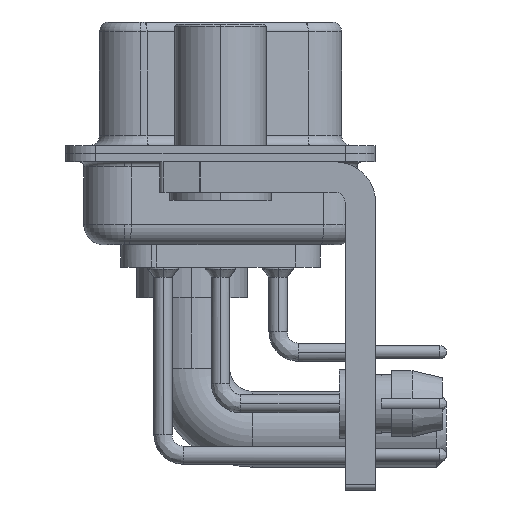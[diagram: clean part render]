
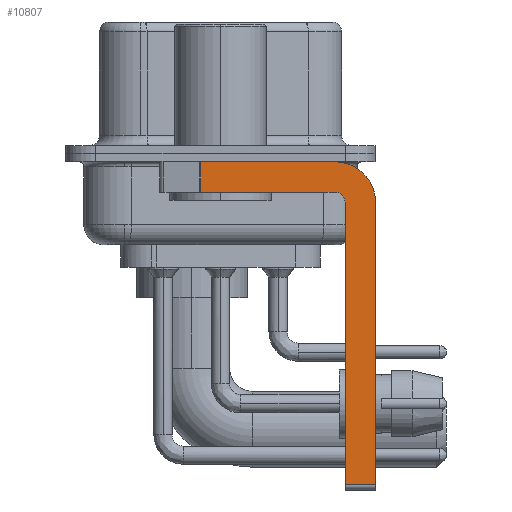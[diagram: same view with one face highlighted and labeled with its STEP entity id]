
A CAD part, left-side view. The second image highlights one B-rep face of the part: STEP entity #10807.
In plain terms, the highlighted planar face has unit normal (-1, 0, 0).
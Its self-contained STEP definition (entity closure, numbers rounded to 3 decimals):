
#967 = AXIS2_PLACEMENT_3D ( 'NONE', #33237, #20169, #14723 ) ;
#1210 = LINE ( 'NONE', #6860, #10362 ) ;
#1843 = DIRECTION ( 'NONE',  ( 0., -1., 0. ) ) ;
#1875 = VERTEX_POINT ( 'NONE', #3467 ) ;
#2295 = VECTOR ( 'NONE', #3257, 1000. ) ;
#2568 = EDGE_CURVE ( 'NONE', #36593, #28737, #18337, .T. ) ;
#2991 = ORIENTED_EDGE ( 'NONE', *, *, #2568, .F. ) ;
#3074 = CARTESIAN_POINT ( 'NONE',  ( -2.9, -6.15, -2.4 ) ) ;
#3238 = PLANE ( 'NONE',  #11235 ) ;
#3257 = DIRECTION ( 'NONE',  ( 0., -1., 0. ) ) ;
#3374 = VERTEX_POINT ( 'NONE', #3980 ) ;
#3467 = CARTESIAN_POINT ( 'NONE',  ( -2.9, -5.65, -0.4 ) ) ;
#3784 = VECTOR ( 'NONE', #1843, 1000. ) ;
#3980 = CARTESIAN_POINT ( 'NONE',  ( -2.9, -7.65, -16.35 ) ) ;
#4810 = VERTEX_POINT ( 'NONE', #6280 ) ;
#5441 = ORIENTED_EDGE ( 'NONE', *, *, #16884, .F. ) ;
#6280 = CARTESIAN_POINT ( 'NONE',  ( -2.9, -5.65, -1.9 ) ) ;
#6762 = CIRCLE ( 'NONE', #967, 2. ) ;
#6860 = CARTESIAN_POINT ( 'NONE',  ( -2.9, 0.978, -1.9 ) ) ;
#7092 = LINE ( 'NONE', #9500, #2295 ) ;
#9500 = CARTESIAN_POINT ( 'NONE',  ( -2.9, 3., -0.4 ) ) ;
#10362 = VECTOR ( 'NONE', #19540, 1000. ) ;
#10656 = DIRECTION ( 'NONE',  ( -1., 0., 0. ) ) ;
#10695 = LINE ( 'NONE', #13101, #18330 ) ;
#10807 = ADVANCED_FACE ( 'NONE', ( #15924 ), #3238, .F. ) ;
#10816 = ORIENTED_EDGE ( 'NONE', *, *, #21532, .F. ) ;
#11235 = AXIS2_PLACEMENT_3D ( 'NONE', #15522, #18729, #12892 ) ;
#11894 = CARTESIAN_POINT ( 'NONE',  ( -2.9, -5.65, -16.35 ) ) ;
#12892 = DIRECTION ( 'NONE',  ( 0., 0., -1. ) ) ;
#13101 = CARTESIAN_POINT ( 'NONE',  ( -2.9, -5.65, -1.9 ) ) ;
#13672 = DIRECTION ( 'NONE',  ( 0., 0., 1. ) ) ;
#14066 = CARTESIAN_POINT ( 'NONE',  ( -2.9, -5.65, -2.4 ) ) ;
#14367 = CARTESIAN_POINT ( 'NONE',  ( -2.9, -6.15, -16.35 ) ) ;
#14538 = LINE ( 'NONE', #11894, #3784 ) ;
#14644 = CARTESIAN_POINT ( 'NONE',  ( -2.9, -7.65, -2.4 ) ) ;
#14723 = DIRECTION ( 'NONE',  ( 0., 0., -1. ) ) ;
#14897 = VERTEX_POINT ( 'NONE', #16233 ) ;
#15133 = DIRECTION ( 'NONE',  ( 0., 0., 1. ) ) ;
#15522 = CARTESIAN_POINT ( 'NONE',  ( -2.9, -5.65, -2.4 ) ) ;
#15542 = CARTESIAN_POINT ( 'NONE',  ( -2.9, 0.978, -0.4 ) ) ;
#15924 = FACE_OUTER_BOUND ( 'NONE', #31890, .T. ) ;
#16083 = ORIENTED_EDGE ( 'NONE', *, *, #31603, .T. ) ;
#16233 = CARTESIAN_POINT ( 'NONE',  ( -2.9, 0.978, -1.9 ) ) ;
#16563 = CIRCLE ( 'NONE', #39039, 0.5 ) ;
#16672 = DIRECTION ( 'NONE',  ( 0., 0., -1. ) ) ;
#16884 = EDGE_CURVE ( 'NONE', #18349, #3374, #38772, .T. ) ;
#17743 = CARTESIAN_POINT ( 'NONE',  ( -2.9, -6.15, -16.6 ) ) ;
#17840 = EDGE_CURVE ( 'NONE', #36593, #3374, #14538, .T. ) ;
#18330 = VECTOR ( 'NONE', #37652, 1000. ) ;
#18337 = LINE ( 'NONE', #17743, #20566 ) ;
#18349 = VERTEX_POINT ( 'NONE', #14644 ) ;
#18729 = DIRECTION ( 'NONE',  ( 1., 0., 0. ) ) ;
#19528 = EDGE_CURVE ( 'NONE', #4810, #14897, #10695, .T. ) ;
#19540 = DIRECTION ( 'NONE',  ( 0., 0., -1. ) ) ;
#19947 = EDGE_CURVE ( 'NONE', #19952, #1875, #7092, .T. ) ;
#19952 = VERTEX_POINT ( 'NONE', #15542 ) ;
#20169 = DIRECTION ( 'NONE',  ( 1., 0., 0. ) ) ;
#20566 = VECTOR ( 'NONE', #15133, 1000. ) ;
#21532 = EDGE_CURVE ( 'NONE', #28737, #4810, #16563, .T. ) ;
#21846 = ORIENTED_EDGE ( 'NONE', *, *, #19947, .F. ) ;
#22914 = ORIENTED_EDGE ( 'NONE', *, *, #19528, .F. ) ;
#23519 = CARTESIAN_POINT ( 'NONE',  ( -2.9, -7.65, -2.4 ) ) ;
#25475 = ORIENTED_EDGE ( 'NONE', *, *, #17840, .T. ) ;
#28737 = VERTEX_POINT ( 'NONE', #3074 ) ;
#30180 = VECTOR ( 'NONE', #16672, 1000. ) ;
#31603 = EDGE_CURVE ( 'NONE', #19952, #14897, #1210, .T. ) ;
#31890 = EDGE_LOOP ( 'NONE', ( #21846, #16083, #22914, #10816, #2991, #25475, #5441, #34790 ) ) ;
#33237 = CARTESIAN_POINT ( 'NONE',  ( -2.9, -5.65, -2.4 ) ) ;
#34790 = ORIENTED_EDGE ( 'NONE', *, *, #36911, .F. ) ;
#36593 = VERTEX_POINT ( 'NONE', #14367 ) ;
#36911 = EDGE_CURVE ( 'NONE', #1875, #18349, #6762, .T. ) ;
#37652 = DIRECTION ( 'NONE',  ( 0., 1., 0. ) ) ;
#38772 = LINE ( 'NONE', #23519, #30180 ) ;
#39039 = AXIS2_PLACEMENT_3D ( 'NONE', #14066, #10656, #13672 ) ;
